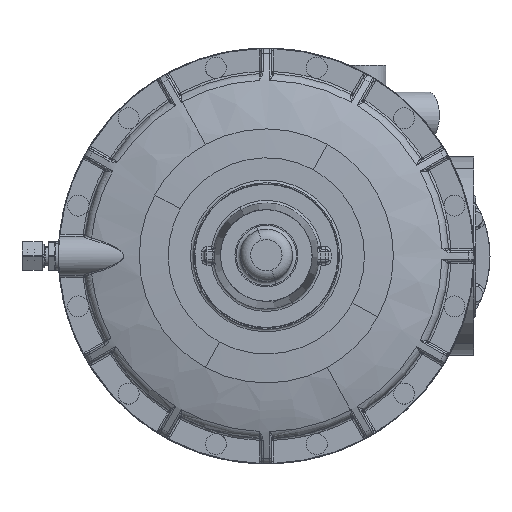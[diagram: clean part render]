
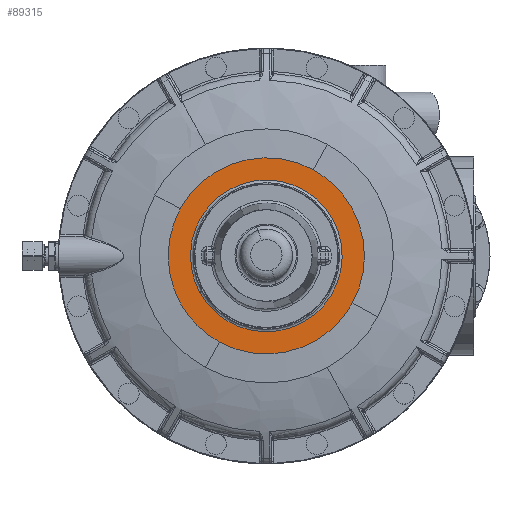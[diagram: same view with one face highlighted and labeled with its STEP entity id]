
A CAD part, top view. The second image highlights one B-rep face of the part: STEP entity #89315.
In plain terms, the highlighted planar face has unit normal (0, 0, 1).
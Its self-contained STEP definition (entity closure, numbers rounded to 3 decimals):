
#89226=CARTESIAN_POINT('Axis2P3D Location',(-58.,0.,159.)) ;
#89231=CARTESIAN_POINT('Axis2P3D Location',(0.,0.,159.)) ;
#89235=CARTESIAN_POINT('Vertex',(65.819,35.957,159.)) ;
#89237=CARTESIAN_POINT('Vertex',(35.957,65.819,159.)) ;
#89240=CARTESIAN_POINT('Axis2P3D Location',(0.,0.,159.)) ;
#89244=CARTESIAN_POINT('Vertex',(-65.819,35.957,159.)) ;
#89247=CARTESIAN_POINT('Axis2P3D Location',(0.,0.,159.)) ;
#89251=CARTESIAN_POINT('Vertex',(-65.819,-35.957,159.)) ;
#89254=CARTESIAN_POINT('Axis2P3D Location',(0.,0.,159.)) ;
#89258=CARTESIAN_POINT('Vertex',(-35.957,-65.819,159.)) ;
#89261=CARTESIAN_POINT('Axis2P3D Location',(0.,0.,159.)) ;
#89265=CARTESIAN_POINT('Vertex',(65.819,-35.957,159.)) ;
#89268=CARTESIAN_POINT('Axis2P3D Location',(0.,0.,159.)) ;
#89272=CARTESIAN_POINT('Vertex',(75.,0.,159.)) ;
#89275=CARTESIAN_POINT('Axis2P3D Location',(0.001,0.,159.)) ;
#89279=CARTESIAN_POINT('Vertex',(75.,0.235,159.)) ;
#89282=CARTESIAN_POINT('Axis2P3D Location',(0.,0.,159.)) ;
#89297=CARTESIAN_POINT('Axis2P3D Location',(0.,0.,159.)) ;
#89301=CARTESIAN_POINT('Vertex',(-50.9,-27.807,159.)) ;
#89303=CARTESIAN_POINT('Vertex',(50.9,27.807,159.)) ;
#89306=CARTESIAN_POINT('Axis2P3D Location',(0.,0.,159.)) ;
#89227=DIRECTION('Axis2P3D Direction',(0.,0.,1.)) ;
#89228=DIRECTION('Axis2P3D XDirection',(1.,0.,0.)) ;
#89232=DIRECTION('Axis2P3D Direction',(0.,0.,1.)) ;
#89241=DIRECTION('Axis2P3D Direction',(0.,0.,1.)) ;
#89248=DIRECTION('Axis2P3D Direction',(0.,0.,1.)) ;
#89255=DIRECTION('Axis2P3D Direction',(0.,0.,1.)) ;
#89262=DIRECTION('Axis2P3D Direction',(0.,0.,1.)) ;
#89269=DIRECTION('Axis2P3D Direction',(0.,0.,1.)) ;
#89276=DIRECTION('Axis2P3D Direction',(0.,0.,1.)) ;
#89283=DIRECTION('Axis2P3D Direction',(0.,0.,1.)) ;
#89298=DIRECTION('Axis2P3D Direction',(0.,0.,1.)) ;
#89307=DIRECTION('Axis2P3D Direction',(0.,0.,1.)) ;
#89229=AXIS2_PLACEMENT_3D('Plane Axis2P3D',#89226,#89227,#89228) ;
#89233=AXIS2_PLACEMENT_3D('Circle Axis2P3D',#89231,#89232,$) ;
#89242=AXIS2_PLACEMENT_3D('Circle Axis2P3D',#89240,#89241,$) ;
#89249=AXIS2_PLACEMENT_3D('Circle Axis2P3D',#89247,#89248,$) ;
#89256=AXIS2_PLACEMENT_3D('Circle Axis2P3D',#89254,#89255,$) ;
#89263=AXIS2_PLACEMENT_3D('Circle Axis2P3D',#89261,#89262,$) ;
#89270=AXIS2_PLACEMENT_3D('Circle Axis2P3D',#89268,#89269,$) ;
#89277=AXIS2_PLACEMENT_3D('Circle Axis2P3D',#89275,#89276,$) ;
#89284=AXIS2_PLACEMENT_3D('Circle Axis2P3D',#89282,#89283,$) ;
#89299=AXIS2_PLACEMENT_3D('Circle Axis2P3D',#89297,#89298,$) ;
#89308=AXIS2_PLACEMENT_3D('Circle Axis2P3D',#89306,#89307,$) ;
#89288=ORIENTED_EDGE('',*,*,#89239,.T.) ;
#89289=ORIENTED_EDGE('',*,*,#89246,.T.) ;
#89290=ORIENTED_EDGE('',*,*,#89253,.T.) ;
#89291=ORIENTED_EDGE('',*,*,#89260,.T.) ;
#89292=ORIENTED_EDGE('',*,*,#89267,.T.) ;
#89293=ORIENTED_EDGE('',*,*,#89274,.T.) ;
#89294=ORIENTED_EDGE('',*,*,#89281,.T.) ;
#89295=ORIENTED_EDGE('',*,*,#89286,.T.) ;
#89312=ORIENTED_EDGE('',*,*,#89305,.F.) ;
#89313=ORIENTED_EDGE('',*,*,#89310,.F.) ;
#89314=FACE_BOUND('',#89311,.T.) ;
#89315=ADVANCED_FACE('Brep With Voids',(#89296,#89314),#89230,.T.) ;
#89234=CIRCLE('generated circle',#89233,75.) ;
#89243=CIRCLE('generated circle',#89242,75.) ;
#89250=CIRCLE('generated circle',#89249,75.) ;
#89257=CIRCLE('generated circle',#89256,75.) ;
#89264=CIRCLE('generated circle',#89263,75.) ;
#89271=CIRCLE('generated circle',#89270,75.) ;
#89278=CIRCLE('generated circle',#89277,74.999) ;
#89285=CIRCLE('generated circle',#89284,75.) ;
#89300=CIRCLE('generated circle',#89299,58.) ;
#89309=CIRCLE('generated circle',#89308,58.) ;
#89239=EDGE_CURVE('',#89236,#89238,#89234,.T.) ;
#89246=EDGE_CURVE('',#89238,#89245,#89243,.T.) ;
#89253=EDGE_CURVE('',#89245,#89252,#89250,.T.) ;
#89260=EDGE_CURVE('',#89252,#89259,#89257,.T.) ;
#89267=EDGE_CURVE('',#89259,#89266,#89264,.T.) ;
#89274=EDGE_CURVE('',#89266,#89273,#89271,.T.) ;
#89281=EDGE_CURVE('',#89273,#89280,#89278,.T.) ;
#89286=EDGE_CURVE('',#89280,#89236,#89285,.T.) ;
#89305=EDGE_CURVE('',#89302,#89304,#89300,.T.) ;
#89310=EDGE_CURVE('',#89304,#89302,#89309,.T.) ;
#89287=EDGE_LOOP('',(#89288,#89289,#89290,#89291,#89292,#89293,#89294,#89295)) ;
#89311=EDGE_LOOP('',(#89312,#89313)) ;
#89296=FACE_OUTER_BOUND('',#89287,.T.) ;
#89230=PLANE('',#89229) ;
#89236=VERTEX_POINT('',#89235) ;
#89238=VERTEX_POINT('',#89237) ;
#89245=VERTEX_POINT('',#89244) ;
#89252=VERTEX_POINT('',#89251) ;
#89259=VERTEX_POINT('',#89258) ;
#89266=VERTEX_POINT('',#89265) ;
#89273=VERTEX_POINT('',#89272) ;
#89280=VERTEX_POINT('',#89279) ;
#89302=VERTEX_POINT('',#89301) ;
#89304=VERTEX_POINT('',#89303) ;
